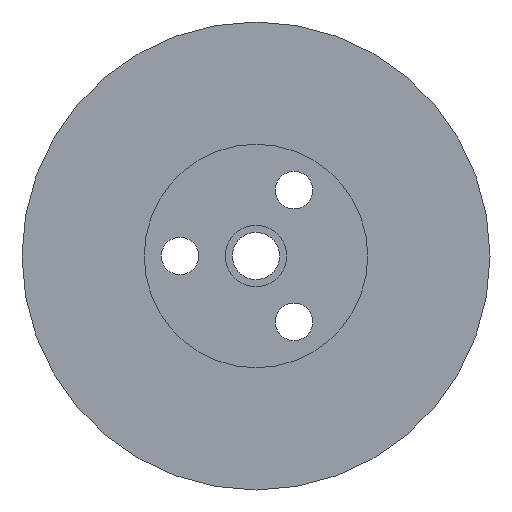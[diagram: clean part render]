
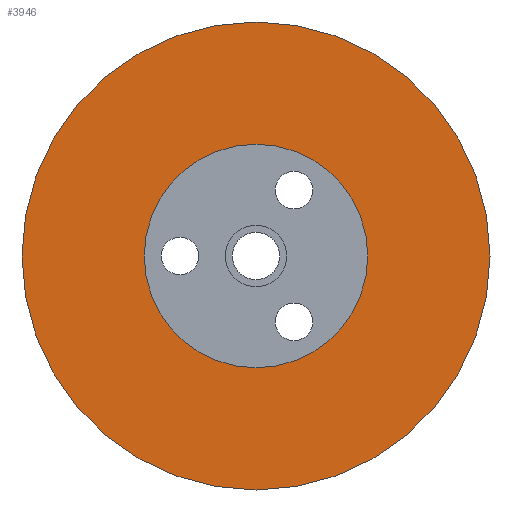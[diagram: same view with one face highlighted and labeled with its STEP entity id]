
A CAD part, left-side view. The second image highlights one B-rep face of the part: STEP entity #3946.
In plain terms, the highlighted planar face has unit normal (-1, 0, 0).
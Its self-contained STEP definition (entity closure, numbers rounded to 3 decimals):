
#117 = EDGE_CURVE ( 'NONE', #7059, #3219, #343, .T. ) ;
#343 = CIRCLE ( 'NONE', #3761, 20. ) ;
#750 = DIRECTION ( 'NONE',  ( 0., 0., 1. ) ) ;
#867 = ORIENTED_EDGE ( 'NONE', *, *, #4316, .F. ) ;
#1016 = EDGE_CURVE ( 'NONE', #3219, #7059, #1561, .T. ) ;
#1561 = CIRCLE ( 'NONE', #3110, 20. ) ;
#1613 = CIRCLE ( 'NONE', #6690, 9.55 ) ;
#1745 = ORIENTED_EDGE ( 'NONE', *, *, #7815, .F. ) ;
#1768 = CARTESIAN_POINT ( 'NONE',  ( 5.957, 0., -20. ) ) ;
#2116 = CARTESIAN_POINT ( 'NONE',  ( 5.957, 0., 9.55 ) ) ;
#2124 = DIRECTION ( 'NONE',  ( -1., 0., 0. ) ) ;
#2439 = ORIENTED_EDGE ( 'NONE', *, *, #1016, .T. ) ;
#2475 = DIRECTION ( 'NONE',  ( 0., 0., 1. ) ) ;
#2660 = CARTESIAN_POINT ( 'NONE',  ( 5.957, 0., 0. ) ) ;
#2664 = DIRECTION ( 'NONE',  ( 0., 0., 1. ) ) ;
#3110 = AXIS2_PLACEMENT_3D ( 'NONE', #6905, #5679, #4394 ) ;
#3219 = VERTEX_POINT ( 'NONE', #1768 ) ;
#3250 = CIRCLE ( 'NONE', #5791, 9.55 ) ;
#3424 = FACE_BOUND ( 'NONE', #5896, .T. ) ;
#3761 = AXIS2_PLACEMENT_3D ( 'NONE', #2660, #6106, #750 ) ;
#3813 = AXIS2_PLACEMENT_3D ( 'NONE', #6819, #2124, #2664 ) ;
#3869 = DIRECTION ( 'NONE',  ( -1., 0., 0. ) ) ;
#3946 = ADVANCED_FACE ( 'NONE', ( #8139, #3424 ), #8704, .T. ) ;
#3964 = VERTEX_POINT ( 'NONE', #7424 ) ;
#4102 = EDGE_LOOP ( 'NONE', ( #2439, #4885 ) ) ;
#4316 = EDGE_CURVE ( 'NONE', #7806, #3964, #3250, .T. ) ;
#4394 = DIRECTION ( 'NONE',  ( 0., 0., 1. ) ) ;
#4885 = ORIENTED_EDGE ( 'NONE', *, *, #117, .T. ) ;
#5679 = DIRECTION ( 'NONE',  ( -1., 0., 0. ) ) ;
#5754 = CARTESIAN_POINT ( 'NONE',  ( 5.957, 0., 20. ) ) ;
#5791 = AXIS2_PLACEMENT_3D ( 'NONE', #7953, #3869, #2475 ) ;
#5896 = EDGE_LOOP ( 'NONE', ( #1745, #867 ) ) ;
#6016 = DIRECTION ( 'NONE',  ( -1., 0., 0. ) ) ;
#6106 = DIRECTION ( 'NONE',  ( -1., 0., 0. ) ) ;
#6690 = AXIS2_PLACEMENT_3D ( 'NONE', #8171, #6016, #8696 ) ;
#6819 = CARTESIAN_POINT ( 'NONE',  ( 5.957, 0., 0. ) ) ;
#6905 = CARTESIAN_POINT ( 'NONE',  ( 5.957, 0., 0. ) ) ;
#7059 = VERTEX_POINT ( 'NONE', #5754 ) ;
#7424 = CARTESIAN_POINT ( 'NONE',  ( 5.957, 0., -9.55 ) ) ;
#7806 = VERTEX_POINT ( 'NONE', #2116 ) ;
#7815 = EDGE_CURVE ( 'NONE', #3964, #7806, #1613, .T. ) ;
#7953 = CARTESIAN_POINT ( 'NONE',  ( 5.957, 0., 0. ) ) ;
#8139 = FACE_OUTER_BOUND ( 'NONE', #4102, .T. ) ;
#8171 = CARTESIAN_POINT ( 'NONE',  ( 5.957, 0., 0. ) ) ;
#8696 = DIRECTION ( 'NONE',  ( 0., 0., 1. ) ) ;
#8704 = PLANE ( 'NONE',  #3813 ) ;
